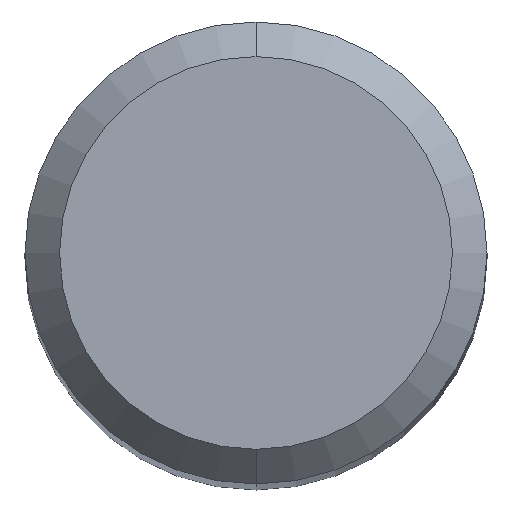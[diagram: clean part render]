
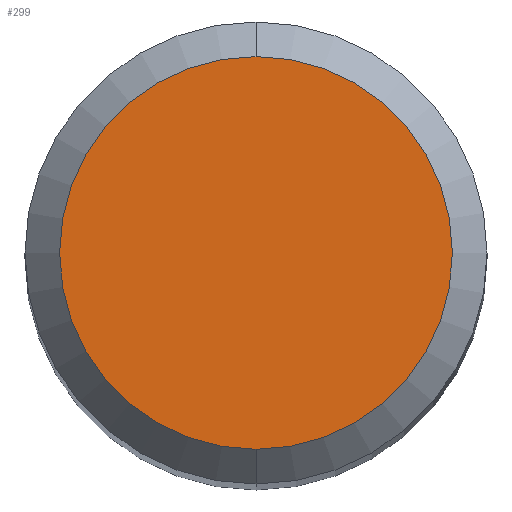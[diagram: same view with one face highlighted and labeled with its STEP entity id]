
A CAD part, top view. The second image highlights one B-rep face of the part: STEP entity #299.
In plain terms, the highlighted planar face has unit normal (0, 0, 1).
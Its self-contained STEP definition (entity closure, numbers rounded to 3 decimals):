
#227=VERTEX_POINT('',#541);
#257=EDGE_CURVE('',#277,#227,#573,.T.);
#277=VERTEX_POINT('',#595);
#299=ADVANCED_FACE('',(#619),#620,.T.);
#311=EDGE_CURVE('',#227,#277,#633,.T.);
#541=CARTESIAN_POINT('',(0.0,1.7,0.0));
#573=CIRCLE('',#960,1.7);
#595=CARTESIAN_POINT('',(0.,-1.7,0.0));
#619=FACE_OUTER_BOUND('',#1067,.T.);
#620=PLANE('',#1068);
#633=CIRCLE('',#1097,1.7);
#960=AXIS2_PLACEMENT_3D('',#1552,#1553,#1554);
#1067=EDGE_LOOP('',(#1615,#1616));
#1068=AXIS2_PLACEMENT_3D('',#1617,#1618,#1619);
#1097=AXIS2_PLACEMENT_3D('',#1631,#1632,#1633);
#1552=CARTESIAN_POINT('',(0.0,0.0,0.0));
#1553=DIRECTION('',(0.0,0.0,-1.0));
#1554=DIRECTION('',(0.0,1.0,0.0));
#1615=ORIENTED_EDGE('',*,*,#311,.F.);
#1616=ORIENTED_EDGE('',*,*,#257,.F.);
#1617=CARTESIAN_POINT('',(0.0,0.85,0.0));
#1618=DIRECTION('',(-0.0,0.0,1.0));
#1619=DIRECTION('',(0.0,-1.0,0.0));
#1631=CARTESIAN_POINT('',(0.0,0.0,0.0));
#1632=DIRECTION('',(0.0,0.0,-1.0));
#1633=DIRECTION('',(0.0,1.0,0.0));
